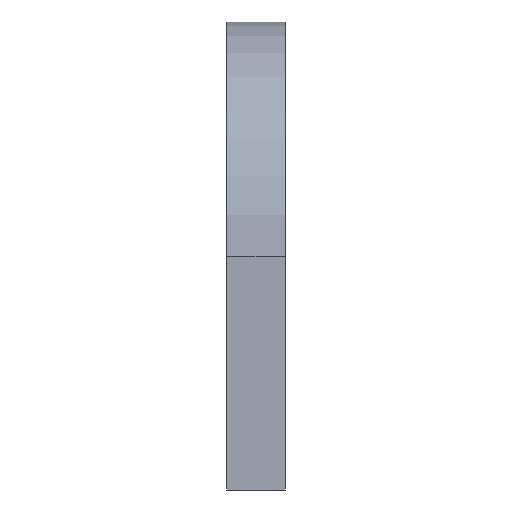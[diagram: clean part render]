
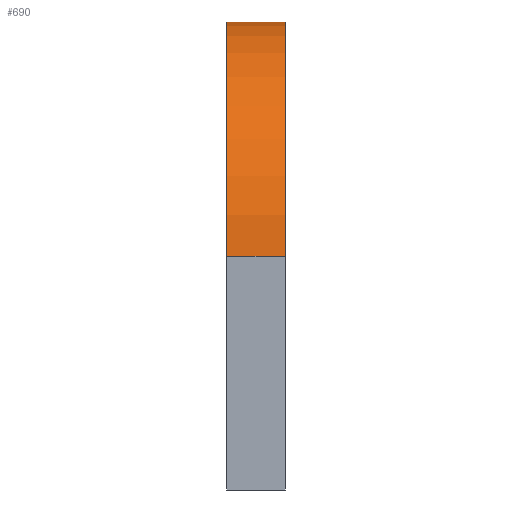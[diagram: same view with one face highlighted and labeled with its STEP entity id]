
A CAD part, left-side view. The second image highlights one B-rep face of the part: STEP entity #690.
In plain terms, the highlighted cylindrical face has radius 20 mm (diameter 40 mm), a partial arc.
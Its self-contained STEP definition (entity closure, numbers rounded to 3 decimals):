
#3 = CARTESIAN_POINT ( 'NONE',  ( -30., 5., 20. ) ) ;
#86 = CARTESIAN_POINT ( 'NONE',  ( -50., 5., 20. ) ) ;
#287 = LINE ( 'NONE', #369, #1361 ) ;
#369 = CARTESIAN_POINT ( 'NONE',  ( -30., 5., 40. ) ) ;
#463 = EDGE_LOOP ( 'NONE', ( #932, #1329, #1584, #1511 ) ) ;
#479 = CARTESIAN_POINT ( 'NONE',  ( -30., 0., 40. ) ) ;
#559 = CYLINDRICAL_SURFACE ( 'NONE', #1549, 20. ) ;
#593 = AXIS2_PLACEMENT_3D ( 'NONE', #3, #1347, #1486 ) ;
#612 = LINE ( 'NONE', #86, #780 ) ;
#641 = DIRECTION ( 'NONE',  ( 0., 0., -1. ) ) ;
#690 = ADVANCED_FACE ( 'NONE', ( #1593 ), #559, .T. ) ;
#777 = CIRCLE ( 'NONE', #1615, 20. ) ;
#780 = VECTOR ( 'NONE', #1132, 1000. ) ;
#805 = CARTESIAN_POINT ( 'NONE',  ( -30., 0., 20. ) ) ;
#932 = ORIENTED_EDGE ( 'NONE', *, *, #1770, .F. ) ;
#953 = VERTEX_POINT ( 'NONE', #479 ) ;
#1064 = EDGE_CURVE ( 'NONE', #1372, #953, #287, .T. ) ;
#1079 = CIRCLE ( 'NONE', #593, 20. ) ;
#1111 = DIRECTION ( 'NONE',  ( 0., -1., 0. ) ) ;
#1132 = DIRECTION ( 'NONE',  ( 0., 1., 0. ) ) ;
#1165 = VERTEX_POINT ( 'NONE', #1445 ) ;
#1178 = DIRECTION ( 'NONE',  ( 0., 0., -1. ) ) ;
#1261 = VERTEX_POINT ( 'NONE', #1741 ) ;
#1329 = ORIENTED_EDGE ( 'NONE', *, *, #1064, .F. ) ;
#1347 = DIRECTION ( 'NONE',  ( 0., 1., 0. ) ) ;
#1361 = VECTOR ( 'NONE', #1564, 1000. ) ;
#1372 = VERTEX_POINT ( 'NONE', #1909 ) ;
#1412 = EDGE_CURVE ( 'NONE', #1261, #1372, #1079, .T. ) ;
#1445 = CARTESIAN_POINT ( 'NONE',  ( -50., 0., 20. ) ) ;
#1486 = DIRECTION ( 'NONE',  ( 0., 0., -1. ) ) ;
#1511 = ORIENTED_EDGE ( 'NONE', *, *, #1907, .F. ) ;
#1549 = AXIS2_PLACEMENT_3D ( 'NONE', #1768, #1889, #1178 ) ;
#1564 = DIRECTION ( 'NONE',  ( 0., -1., 0. ) ) ;
#1584 = ORIENTED_EDGE ( 'NONE', *, *, #1412, .F. ) ;
#1593 = FACE_OUTER_BOUND ( 'NONE', #463, .T. ) ;
#1615 = AXIS2_PLACEMENT_3D ( 'NONE', #805, #1111, #641 ) ;
#1741 = CARTESIAN_POINT ( 'NONE',  ( -50., 5., 20. ) ) ;
#1768 = CARTESIAN_POINT ( 'NONE',  ( -30., 5., 20. ) ) ;
#1770 = EDGE_CURVE ( 'NONE', #953, #1165, #777, .T. ) ;
#1889 = DIRECTION ( 'NONE',  ( 0., -1., 0. ) ) ;
#1907 = EDGE_CURVE ( 'NONE', #1165, #1261, #612, .T. ) ;
#1909 = CARTESIAN_POINT ( 'NONE',  ( -30., 5., 40. ) ) ;
